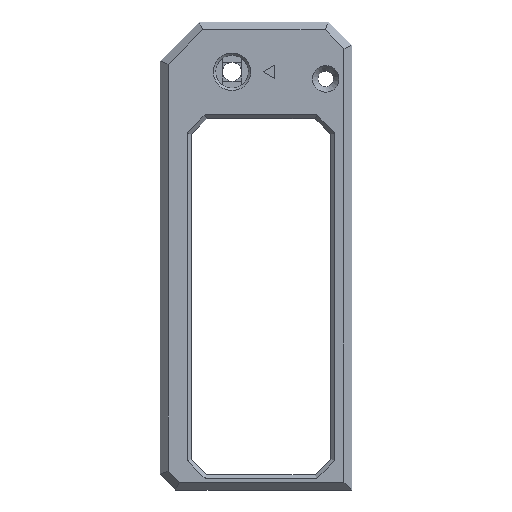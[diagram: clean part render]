
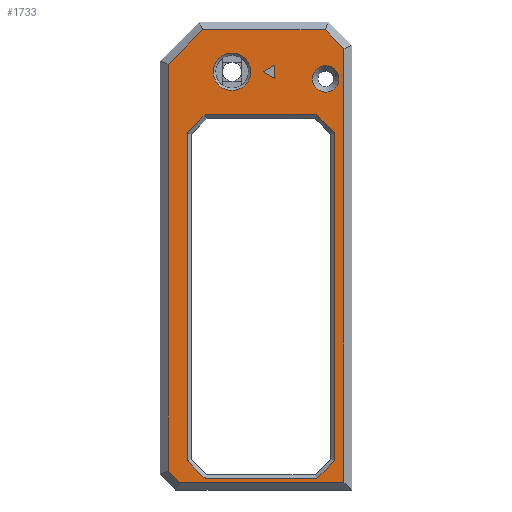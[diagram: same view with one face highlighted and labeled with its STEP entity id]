
A CAD part, top view. The second image highlights one B-rep face of the part: STEP entity #1733.
In plain terms, the highlighted planar face has unit normal (0, 0, 1).
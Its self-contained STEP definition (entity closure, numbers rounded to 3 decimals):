
#17=FACE_BOUND('',#192,.T.);
#18=FACE_BOUND('',#193,.T.);
#19=FACE_BOUND('',#194,.T.);
#20=FACE_BOUND('',#195,.T.);
#48=CIRCLE('',#1858,2.4);
#49=CIRCLE('',#1859,1.7);
#97=FACE_OUTER_BOUND('',#191,.T.);
#191=EDGE_LOOP('',(#1281,#1282,#1283,#1284,#1285,#1286,#1287));
#192=EDGE_LOOP('',(#1288));
#193=EDGE_LOOP('',(#1289,#1290,#1291));
#194=EDGE_LOOP('',(#1292));
#195=EDGE_LOOP('',(#1293,#1294,#1295,#1296,#1297,#1298,#1299,#1300));
#332=LINE('',#2589,#552);
#334=LINE('',#2594,#554);
#338=LINE('',#2602,#558);
#341=LINE('',#2608,#561);
#345=LINE('',#2616,#565);
#348=LINE('',#2622,#568);
#351=LINE('',#2626,#571);
#353=LINE('',#2629,#573);
#359=LINE('',#2642,#579);
#360=LINE('',#2644,#580);
#361=LINE('',#2646,#581);
#362=LINE('',#2648,#582);
#363=LINE('',#2650,#583);
#364=LINE('',#2652,#584);
#365=LINE('',#2653,#585);
#366=LINE('',#2658,#586);
#367=LINE('',#2660,#587);
#368=LINE('',#2661,#588);
#552=VECTOR('',#2085,10.);
#554=VECTOR('',#2089,10.);
#558=VECTOR('',#2095,10.);
#561=VECTOR('',#2100,10.);
#565=VECTOR('',#2106,10.);
#568=VECTOR('',#2111,10.);
#571=VECTOR('',#2116,10.);
#573=VECTOR('',#2120,10.);
#579=VECTOR('',#2136,10.);
#580=VECTOR('',#2137,10.);
#581=VECTOR('',#2138,10.);
#582=VECTOR('',#2139,10.);
#583=VECTOR('',#2140,10.);
#584=VECTOR('',#2141,10.);
#585=VECTOR('',#2142,10.);
#586=VECTOR('',#2145,10.);
#587=VECTOR('',#2146,10.);
#588=VECTOR('',#2147,10.);
#766=VERTEX_POINT('',#2586);
#767=VERTEX_POINT('',#2588);
#768=VERTEX_POINT('',#2592);
#769=VERTEX_POINT('',#2593);
#772=VERTEX_POINT('',#2601);
#774=VERTEX_POINT('',#2607);
#777=VERTEX_POINT('',#2615);
#779=VERTEX_POINT('',#2621);
#780=VERTEX_POINT('',#2640);
#781=VERTEX_POINT('',#2641);
#782=VERTEX_POINT('',#2643);
#783=VERTEX_POINT('',#2645);
#784=VERTEX_POINT('',#2647);
#785=VERTEX_POINT('',#2649);
#786=VERTEX_POINT('',#2651);
#787=VERTEX_POINT('',#2654);
#788=VERTEX_POINT('',#2656);
#789=VERTEX_POINT('',#2657);
#790=VERTEX_POINT('',#2659);
#791=VERTEX_POINT('',#2662);
#949=EDGE_CURVE('',#766,#767,#332,.T.);
#951=EDGE_CURVE('',#768,#769,#334,.T.);
#955=EDGE_CURVE('',#769,#772,#338,.T.);
#958=EDGE_CURVE('',#772,#774,#341,.T.);
#962=EDGE_CURVE('',#774,#777,#345,.T.);
#965=EDGE_CURVE('',#777,#779,#348,.T.);
#968=EDGE_CURVE('',#779,#766,#351,.T.);
#970=EDGE_CURVE('',#767,#768,#353,.T.);
#976=EDGE_CURVE('',#780,#781,#359,.T.);
#977=EDGE_CURVE('',#781,#782,#360,.T.);
#978=EDGE_CURVE('',#782,#783,#361,.T.);
#979=EDGE_CURVE('',#783,#784,#362,.T.);
#980=EDGE_CURVE('',#784,#785,#363,.T.);
#981=EDGE_CURVE('',#785,#786,#364,.T.);
#982=EDGE_CURVE('',#786,#780,#365,.T.);
#983=EDGE_CURVE('',#787,#787,#48,.T.);
#984=EDGE_CURVE('',#788,#789,#366,.T.);
#985=EDGE_CURVE('',#789,#790,#367,.T.);
#986=EDGE_CURVE('',#790,#788,#368,.T.);
#987=EDGE_CURVE('',#791,#791,#49,.T.);
#1281=ORIENTED_EDGE('',*,*,#976,.T.);
#1282=ORIENTED_EDGE('',*,*,#977,.T.);
#1283=ORIENTED_EDGE('',*,*,#978,.T.);
#1284=ORIENTED_EDGE('',*,*,#979,.T.);
#1285=ORIENTED_EDGE('',*,*,#980,.T.);
#1286=ORIENTED_EDGE('',*,*,#981,.T.);
#1287=ORIENTED_EDGE('',*,*,#982,.T.);
#1288=ORIENTED_EDGE('',*,*,#983,.F.);
#1289=ORIENTED_EDGE('',*,*,#984,.T.);
#1290=ORIENTED_EDGE('',*,*,#985,.T.);
#1291=ORIENTED_EDGE('',*,*,#986,.T.);
#1292=ORIENTED_EDGE('',*,*,#987,.F.);
#1293=ORIENTED_EDGE('',*,*,#951,.F.);
#1294=ORIENTED_EDGE('',*,*,#970,.F.);
#1295=ORIENTED_EDGE('',*,*,#949,.F.);
#1296=ORIENTED_EDGE('',*,*,#968,.F.);
#1297=ORIENTED_EDGE('',*,*,#965,.F.);
#1298=ORIENTED_EDGE('',*,*,#962,.F.);
#1299=ORIENTED_EDGE('',*,*,#958,.F.);
#1300=ORIENTED_EDGE('',*,*,#955,.F.);
#1648=PLANE('',#1857);
#1733=ADVANCED_FACE('',(#97,#17,#18,#19,#20),#1648,.T.);
#1857=AXIS2_PLACEMENT_3D('',#2639,#2134,#2135);
#1858=AXIS2_PLACEMENT_3D('',#2655,#2143,#2144);
#1859=AXIS2_PLACEMENT_3D('',#2663,#2148,#2149);
#2085=DIRECTION('',(0.707,-0.707,0.));
#2089=DIRECTION('',(0.707,0.707,0.));
#2095=DIRECTION('',(0.,1.,0.));
#2100=DIRECTION('',(-0.707,0.707,0.));
#2106=DIRECTION('',(-1.,0.,0.));
#2111=DIRECTION('',(-0.707,-0.707,0.));
#2116=DIRECTION('',(0.,-1.,0.));
#2120=DIRECTION('',(1.,0.,0.));
#2134=DIRECTION('center_axis',(0.,0.,
1.));
#2135=DIRECTION('ref_axis',(1.,0.,0.));
#2136=DIRECTION('',(1.,0.,0.));
#2137=DIRECTION('',(0.,1.,0.));
#2138=DIRECTION('',(-0.707,0.707,0.));
#2139=DIRECTION('',(-1.,0.,0.));
#2140=DIRECTION('',(-0.707,-0.707,0.));
#2141=DIRECTION('',(0.,-1.,0.));
#2142=DIRECTION('',(0.707,-0.707,0.));
#2143=DIRECTION('center_axis',(0.,0.,
1.));
#2144=DIRECTION('ref_axis',(0.,1.,0.));
#2145=DIRECTION('',(-0.866,0.5,0.));
#2146=DIRECTION('',(0.866,0.5,0.));
#2147=DIRECTION('',(0.,-1.,0.));
#2148=DIRECTION('center_axis',(0.,0.,
1.));
#2149=DIRECTION('ref_axis',(0.,1.,0.));
#2586=CARTESIAN_POINT('',(-58.263,12.243,10.));
#2588=CARTESIAN_POINT('',(-55.97,9.95,10.));
#2589=CARTESIAN_POINT('',(-61.632,15.612,10.));
#2592=CARTESIAN_POINT('',(-41.68,9.95,10.));
#2593=CARTESIAN_POINT('',(-39.388,12.243,10.));
#2594=CARTESIAN_POINT('',(-36.018,15.612,10.));
#2601=CARTESIAN_POINT('',(-39.388,54.232,10.));
#2602=CARTESIAN_POINT('',(-39.388,24.95,10.));
#2607=CARTESIAN_POINT('',(-41.68,56.525,10.));
#2608=CARTESIAN_POINT('',(-38.125,52.969,10.));
#2615=CARTESIAN_POINT('',(-55.97,56.525,10.));
#2616=CARTESIAN_POINT('',(-46.647,56.525,10.));
#2621=CARTESIAN_POINT('',(-58.263,54.232,10.));
#2622=CARTESIAN_POINT('',(-59.525,52.969,10.));
#2626=CARTESIAN_POINT('',(-58.263,46.296,10.));
#2629=CARTESIAN_POINT('',(-52.852,9.95,10.));
#2639=CARTESIAN_POINT('Origin',(-48.825,37.45,10.));
#2640=CARTESIAN_POINT('',(-59.298,9.5,10.));
#2641=CARTESIAN_POINT('',(-38.188,9.5,10.));
#2642=CARTESIAN_POINT('',(-43.256,9.5,10.));
#2643=CARTESIAN_POINT('',(-38.188,64.986,10.));
#2644=CARTESIAN_POINT('',(-38.188,51.55,10.));
#2645=CARTESIAN_POINT('',(-40.602,67.4,10.));
#2646=CARTESIAN_POINT('',(-34.566,61.365,10.));
#2647=CARTESIAN_POINT('',(-56.298,67.4,10.));
#2648=CARTESIAN_POINT('',(-53.544,67.4,10.));
#2649=CARTESIAN_POINT('',(-60.713,62.986,10.));
#2650=CARTESIAN_POINT('',(-63.021,60.677,10.));
#2651=CARTESIAN_POINT('',(-60.713,10.914,10.));
#2652=CARTESIAN_POINT('',(-60.713,23.35,10.));
#2653=CARTESIAN_POINT('',(-64.021,14.223,10.));
#2654=CARTESIAN_POINT('',(-52.523,59.626,10.));
#2655=CARTESIAN_POINT('Origin',(-52.523,62.026,10.));
#2656=CARTESIAN_POINT('',(-47.023,61.16,10.));
#2657=CARTESIAN_POINT('',(-48.523,62.026,10.));
#2658=CARTESIAN_POINT('',(-42.565,58.586,10.));
#2659=CARTESIAN_POINT('',(-47.023,62.892,10.));
#2660=CARTESIAN_POINT('',(-53.957,58.889,10.));
#2661=CARTESIAN_POINT('',(-47.023,50.171,10.));
#2662=CARTESIAN_POINT('',(-40.526,59.413,10.));
#2663=CARTESIAN_POINT('Origin',(-40.526,61.113,10.));
